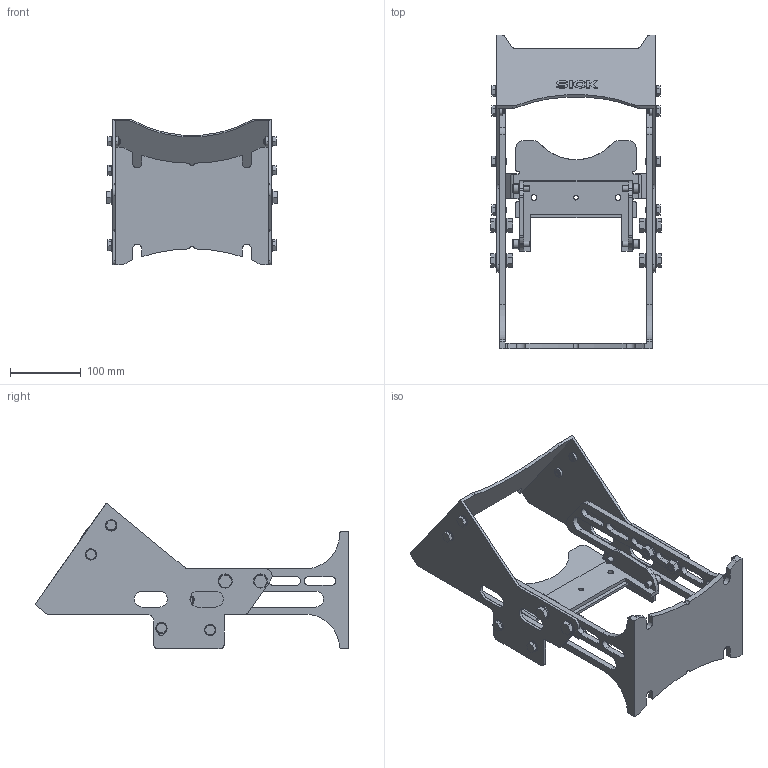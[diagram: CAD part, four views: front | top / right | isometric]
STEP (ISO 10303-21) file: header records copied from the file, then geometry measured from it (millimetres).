
FILE_DESCRIPTION(('OneSpaceDesigner STEP Export'),'2;1');
FILE_NAME('2080350.stp','2015-09-11T 9:22:36',('SICK AG'),('SICK AG'),'Creo Elements/Direct Modeling STEP processor for AP214 (Solid Model)','Creo Elements/Direct Modeling 18.1B 29-Sep-2012 (C) Parametric Technology GmbH','');
FILE_SCHEMA(('AUTOMOTIVE_DESIGN { 1 0 10303 214 1 1 1 1 }'));
Length unit declared in the file: millimetre
Products named in the file (17): Sechskantschraube_DIN_933-M10x25--.02; Sechskantmutter_DIN_934-M10.04; Scheibe_DIN_125_-_B_8.4_-_.02; Bodenhalter; Schutzhaube; Scheibe_DIN_125_-_B_10.5_-_.02.02.02.03; Sechskantschraube_DIN_933-M8x16--; Sechskantschraube_DIN_933-M8x12--.04; Haltewinkel_2; S040800_Firmenschild_20x60_C; S040803_Firmenschild_20x60_S; S040801_Firmenschild_20x60_I; S040802_Firmenschild_20x60_K; 4036920_Firmenschild_bl_20x60; Haltewinkel_1; DIN00912_M8x15_2.02; 2080350
Assembly tree (49 placements, depth 3):
  2080350
    Scheibe_DIN_125_-_B_8.4_-_.02  x12
    DIN00912_M8x15_2.02  x4
    Haltewinkel_1
    4036920_Firmenschild_bl_20x60
      S040802_Firmenschild_20x60_K
      S040801_Firmenschild_20x60_I
      S040803_Firmenschild_20x60_S
      S040800_Firmenschild_20x60_C
    Scheibe_DIN_125_-_B_10.5_-_.02.02.02.03  x8
    Haltewinkel_2
    Sechskantschraube_DIN_933-M8x12--.04  x4
    Sechskantschraube_DIN_933-M8x16--  x4
    Schutzhaube
    Bodenhalter
    Sechskantmutter_DIN_934-M10.04  x4
    Sechskantschraube_DIN_933-M10x25--.02  x4
Bounding box: 241.8 x 444.37 x 206.27 mm (x, y, z)
Volume: 1004909 mm3; surface area: 450734.7 mm2
Topology: 48 solids, 48 shells, 988 faces, 3968 edges, 3203 vertices
Faces by surface type: plane 510, cylinder 374, cone 96, torus 8
Entity records: 37953 total; most frequent: CARTESIAN_POINT 6780, ORIENTED_EDGE 6412, DIRECTION 4682, EDGE_CURVE 3206, VERTEX_POINT 2730, VECTOR 2650, LINE 2650, AXIS2_PLACEMENT_3D 1016
